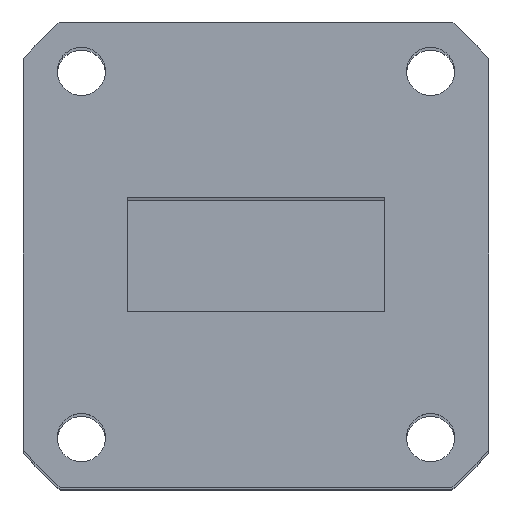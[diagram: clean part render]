
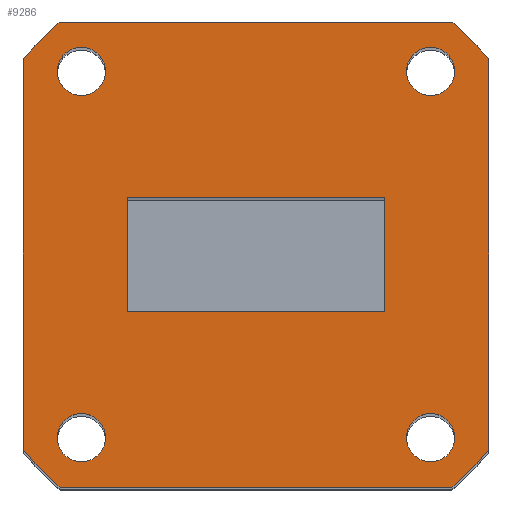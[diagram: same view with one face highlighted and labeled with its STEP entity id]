
A CAD part, top view. The second image highlights one B-rep face of the part: STEP entity #9286.
In plain terms, the highlighted planar face has unit normal (0, 0, 1).
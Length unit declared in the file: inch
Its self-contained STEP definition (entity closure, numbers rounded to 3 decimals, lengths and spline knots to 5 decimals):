
#141 = VERTEX_POINT ( 'NONE', #6009 ) ;
#368 = LINE ( 'NONE', #2433, #3788 ) ;
#369 = AXIS2_PLACEMENT_3D ( 'NONE', #6917, #10202, #5840 ) ;
#408 = CARTESIAN_POINT ( 'NONE',  ( 0.6945, 0.64, 0. ) ) ;
#523 = ORIENTED_EDGE ( 'NONE', *, *, #8085, .F. ) ;
#559 = FACE_BOUND ( 'NONE', #4558, .T. ) ;
#584 = VERTEX_POINT ( 'NONE', #9269 ) ;
#683 = ORIENTED_EDGE ( 'NONE', *, *, #4704, .F. ) ;
#807 = CIRCLE ( 'NONE', #9637, 0.0845 ) ;
#939 = EDGE_CURVE ( 'NONE', #5122, #584, #10407, .T. ) ;
#960 = CARTESIAN_POINT ( 'NONE',  ( 0., 0., 0. ) ) ;
#972 = CARTESIAN_POINT ( 'NONE',  ( 0.8125, -0.68465, 0. ) ) ;
#1134 = ORIENTED_EDGE ( 'NONE', *, *, #6594, .F. ) ;
#1495 = AXIS2_PLACEMENT_3D ( 'NONE', #4310, #14067, #8688 ) ;
#1651 = AXIS2_PLACEMENT_3D ( 'NONE', #4216, #12795, #1888 ) ;
#1692 = VERTEX_POINT ( 'NONE', #12380 ) ;
#1888 = DIRECTION ( 'NONE',  ( 1., 0., 0. ) ) ;
#1905 = ORIENTED_EDGE ( 'NONE', *, *, #11893, .F. ) ;
#2015 = LINE ( 'NONE', #13616, #7508 ) ;
#2046 = VERTEX_POINT ( 'NONE', #4350 ) ;
#2057 = CARTESIAN_POINT ( 'NONE',  ( 0.45, -0.2, 0. ) ) ;
#2066 = CARTESIAN_POINT ( 'NONE',  ( -0.61, -0.64, 0. ) ) ;
#2097 = EDGE_CURVE ( 'NONE', #141, #2046, #2015, .T. ) ;
#2116 = DIRECTION ( 'NONE',  ( 1., 0., 0. ) ) ;
#2414 = CIRCLE ( 'NONE', #6619, 1.0625 ) ;
#2433 = CARTESIAN_POINT ( 'NONE',  ( 0.8125, 0., 0. ) ) ;
#2493 = CARTESIAN_POINT ( 'NONE',  ( 0.6945, -0.64, 0. ) ) ;
#2562 = AXIS2_PLACEMENT_3D ( 'NONE', #5700, #7887, #6953 ) ;
#2636 = CIRCLE ( 'NONE', #10241, 0.0845 ) ;
#2652 = DIRECTION ( 'NONE',  ( -1., 0., 0. ) ) ;
#2710 = EDGE_CURVE ( 'NONE', #584, #1692, #6844, .T. ) ;
#2753 = CARTESIAN_POINT ( 'NONE',  ( -0.45, -0.2, 0. ) ) ;
#2755 = CIRCLE ( 'NONE', #1651, 1.0625 ) ;
#3086 = PLANE ( 'NONE',  #8288 ) ;
#3117 = VERTEX_POINT ( 'NONE', #9197 ) ;
#3315 = ORIENTED_EDGE ( 'NONE', *, *, #12610, .F. ) ;
#3471 = CARTESIAN_POINT ( 'NONE',  ( -0.45, 0.2, 0. ) ) ;
#3497 = EDGE_LOOP ( 'NONE', ( #1134 ) ) ;
#3738 = DIRECTION ( 'NONE',  ( -1., 0., 0. ) ) ;
#3762 = CARTESIAN_POINT ( 'NONE',  ( 0., -0.8125, 0. ) ) ;
#3786 = VERTEX_POINT ( 'NONE', #10284 ) ;
#3788 = VECTOR ( 'NONE', #12204, 39.37008 ) ;
#4203 = EDGE_LOOP ( 'NONE', ( #7320, #12528, #8638, #523 ) ) ;
#4216 = CARTESIAN_POINT ( 'NONE',  ( 0., 0., 0. ) ) ;
#4310 = CARTESIAN_POINT ( 'NONE',  ( 0.61, -0.64, 0. ) ) ;
#4342 = DIRECTION ( 'NONE',  ( 0., 1., 0. ) ) ;
#4350 = CARTESIAN_POINT ( 'NONE',  ( 0.68465, 0.8125, 0. ) ) ;
#4558 = EDGE_LOOP ( 'NONE', ( #683 ) ) ;
#4670 = VECTOR ( 'NONE', #8092, 39.37008 ) ;
#4704 = EDGE_CURVE ( 'NONE', #6142, #6142, #2636, .T. ) ;
#4979 = DIRECTION ( 'NONE',  ( 0., -1., 0. ) ) ;
#5122 = VERTEX_POINT ( 'NONE', #972 ) ;
#5139 = EDGE_CURVE ( 'NONE', #10219, #10219, #10063, .T. ) ;
#5293 = ORIENTED_EDGE ( 'NONE', *, *, #5520, .F. ) ;
#5427 = CARTESIAN_POINT ( 'NONE',  ( -0.8125, 0.68465, 0. ) ) ;
#5445 = CARTESIAN_POINT ( 'NONE',  ( -0.61, 0.64, 0. ) ) ;
#5489 = DIRECTION ( 'NONE',  ( 0., 0., -1. ) ) ;
#5520 = EDGE_CURVE ( 'NONE', #6681, #6681, #11077, .T. ) ;
#5700 = CARTESIAN_POINT ( 'NONE',  ( 0., 0., 0. ) ) ;
#5840 = DIRECTION ( 'NONE',  ( 1., 0., 0. ) ) ;
#5998 = LINE ( 'NONE', #7242, #13655 ) ;
#6009 = CARTESIAN_POINT ( 'NONE',  ( -0.68465, 0.8125, 0. ) ) ;
#6075 = VECTOR ( 'NONE', #3738, 39.37008 ) ;
#6142 = VERTEX_POINT ( 'NONE', #8139 ) ;
#6153 = DIRECTION ( 'NONE',  ( 1., 0., 0. ) ) ;
#6253 = DIRECTION ( 'NONE',  ( 1., 0., 0. ) ) ;
#6261 = AXIS2_PLACEMENT_3D ( 'NONE', #5445, #6565, #13104 ) ;
#6565 = DIRECTION ( 'NONE',  ( 0., 0., 1. ) ) ;
#6590 = VERTEX_POINT ( 'NONE', #9389 ) ;
#6594 = EDGE_CURVE ( 'NONE', #12432, #12432, #807, .T. ) ;
#6619 = AXIS2_PLACEMENT_3D ( 'NONE', #960, #5489, #6253 ) ;
#6676 = VECTOR ( 'NONE', #2652, 39.37008 ) ;
#6681 = VERTEX_POINT ( 'NONE', #2493 ) ;
#6844 = LINE ( 'NONE', #3762, #6676 ) ;
#6917 = CARTESIAN_POINT ( 'NONE',  ( 0., 0., 0. ) ) ;
#6921 = VERTEX_POINT ( 'NONE', #3471 ) ;
#6953 = DIRECTION ( 'NONE',  ( 1., 0., 0. ) ) ;
#7229 = LINE ( 'NONE', #10150, #9426 ) ;
#7242 = CARTESIAN_POINT ( 'NONE',  ( -0.45, 0., 0. ) ) ;
#7320 = ORIENTED_EDGE ( 'NONE', *, *, #12191, .F. ) ;
#7496 = ORIENTED_EDGE ( 'NONE', *, *, #5139, .F. ) ;
#7508 = VECTOR ( 'NONE', #9114, 39.37008 ) ;
#7553 = CIRCLE ( 'NONE', #2562, 1.0625 ) ;
#7585 = FACE_BOUND ( 'NONE', #4203, .T. ) ;
#7611 = ORIENTED_EDGE ( 'NONE', *, *, #939, .F. ) ;
#7835 = DIRECTION ( 'NONE',  ( 0., 1., 0. ) ) ;
#7887 = DIRECTION ( 'NONE',  ( 0., 0., -1. ) ) ;
#7911 = ORIENTED_EDGE ( 'NONE', *, *, #2097, .F. ) ;
#8085 = EDGE_CURVE ( 'NONE', #3786, #6921, #13037, .T. ) ;
#8092 = DIRECTION ( 'NONE',  ( 1., 0., 0. ) ) ;
#8139 = CARTESIAN_POINT ( 'NONE',  ( -0.5255, -0.64, 0. ) ) ;
#8193 = ORIENTED_EDGE ( 'NONE', *, *, #2710, .F. ) ;
#8198 = CARTESIAN_POINT ( 'NONE',  ( 0.61, 0.64, 0. ) ) ;
#8288 = AXIS2_PLACEMENT_3D ( 'NONE', #8462, #12958, #9551 ) ;
#8321 = ORIENTED_EDGE ( 'NONE', *, *, #9865, .F. ) ;
#8437 = FACE_BOUND ( 'NONE', #12038, .T. ) ;
#8462 = CARTESIAN_POINT ( 'NONE',  ( 0., 0., 0. ) ) ;
#8638 = ORIENTED_EDGE ( 'NONE', *, *, #11419, .F. ) ;
#8688 = DIRECTION ( 'NONE',  ( 1., 0., 0. ) ) ;
#8697 = VERTEX_POINT ( 'NONE', #5427 ) ;
#8933 = FACE_BOUND ( 'NONE', #3497, .T. ) ;
#9090 = ORIENTED_EDGE ( 'NONE', *, *, #12792, .F. ) ;
#9113 = VECTOR ( 'NONE', #4342, 39.37008 ) ;
#9114 = DIRECTION ( 'NONE',  ( 1., 0., 0. ) ) ;
#9140 = ORIENTED_EDGE ( 'NONE', *, *, #9897, .F. ) ;
#9197 = CARTESIAN_POINT ( 'NONE',  ( -0.8125, -0.68465, 0. ) ) ;
#9269 = CARTESIAN_POINT ( 'NONE',  ( 0.68465, -0.8125, 0. ) ) ;
#9273 = LINE ( 'NONE', #13510, #4670 ) ;
#9286 = ADVANCED_FACE ( 'NONE', ( #10116, #7585, #559, #11831, #8933, #8437 ), #3086, .F. ) ;
#9389 = CARTESIAN_POINT ( 'NONE',  ( 0.8125, 0.68465, 0. ) ) ;
#9426 = VECTOR ( 'NONE', #7835, 39.37008 ) ;
#9442 = EDGE_CURVE ( 'NONE', #10080, #9729, #9273, .T. ) ;
#9551 = DIRECTION ( 'NONE',  ( -1., 0., 0. ) ) ;
#9637 = AXIS2_PLACEMENT_3D ( 'NONE', #8198, #12459, #6153 ) ;
#9729 = VERTEX_POINT ( 'NONE', #2057 ) ;
#9865 = EDGE_CURVE ( 'NONE', #6590, #5122, #368, .T. ) ;
#9897 = EDGE_CURVE ( 'NONE', #3117, #8697, #7229, .T. ) ;
#10063 = CIRCLE ( 'NONE', #6261, 0.0845 ) ;
#10080 = VERTEX_POINT ( 'NONE', #2753 ) ;
#10116 = FACE_OUTER_BOUND ( 'NONE', #13838, .T. ) ;
#10150 = CARTESIAN_POINT ( 'NONE',  ( -0.8125, 0., 0. ) ) ;
#10202 = DIRECTION ( 'NONE',  ( 0., 0., -1. ) ) ;
#10219 = VERTEX_POINT ( 'NONE', #11242 ) ;
#10241 = AXIS2_PLACEMENT_3D ( 'NONE', #2066, #10801, #2116 ) ;
#10284 = CARTESIAN_POINT ( 'NONE',  ( 0.45, 0.2, 0. ) ) ;
#10407 = CIRCLE ( 'NONE', #369, 1.0625 ) ;
#10801 = DIRECTION ( 'NONE',  ( 0., 0., 1. ) ) ;
#11077 = CIRCLE ( 'NONE', #1495, 0.0845 ) ;
#11242 = CARTESIAN_POINT ( 'NONE',  ( -0.5255, 0.64, 0. ) ) ;
#11419 = EDGE_CURVE ( 'NONE', #6921, #10080, #5998, .T. ) ;
#11831 = FACE_BOUND ( 'NONE', #12064, .T. ) ;
#11893 = EDGE_CURVE ( 'NONE', #2046, #6590, #2414, .T. ) ;
#11989 = LINE ( 'NONE', #14149, #9113 ) ;
#12038 = EDGE_LOOP ( 'NONE', ( #7496 ) ) ;
#12064 = EDGE_LOOP ( 'NONE', ( #5293 ) ) ;
#12191 = EDGE_CURVE ( 'NONE', #9729, #3786, #11989, .T. ) ;
#12204 = DIRECTION ( 'NONE',  ( 0., -1., 0. ) ) ;
#12380 = CARTESIAN_POINT ( 'NONE',  ( -0.68465, -0.8125, 0. ) ) ;
#12432 = VERTEX_POINT ( 'NONE', #408 ) ;
#12459 = DIRECTION ( 'NONE',  ( 0., 0., 1. ) ) ;
#12528 = ORIENTED_EDGE ( 'NONE', *, *, #9442, .F. ) ;
#12610 = EDGE_CURVE ( 'NONE', #8697, #141, #2755, .T. ) ;
#12792 = EDGE_CURVE ( 'NONE', #1692, #3117, #7553, .T. ) ;
#12795 = DIRECTION ( 'NONE',  ( 0., 0., -1. ) ) ;
#12958 = DIRECTION ( 'NONE',  ( 0., 0., -1. ) ) ;
#13037 = LINE ( 'NONE', #13521, #6075 ) ;
#13104 = DIRECTION ( 'NONE',  ( 1., 0., 0. ) ) ;
#13510 = CARTESIAN_POINT ( 'NONE',  ( 0., -0.2, 0. ) ) ;
#13521 = CARTESIAN_POINT ( 'NONE',  ( 0., 0.2, 0. ) ) ;
#13616 = CARTESIAN_POINT ( 'NONE',  ( 0., 0.8125, 0. ) ) ;
#13655 = VECTOR ( 'NONE', #4979, 39.37008 ) ;
#13838 = EDGE_LOOP ( 'NONE', ( #9140, #9090, #8193, #7611, #8321, #1905, #7911, #3315 ) ) ;
#14067 = DIRECTION ( 'NONE',  ( 0., 0., 1. ) ) ;
#14149 = CARTESIAN_POINT ( 'NONE',  ( 0.45, 0., 0. ) ) ;
